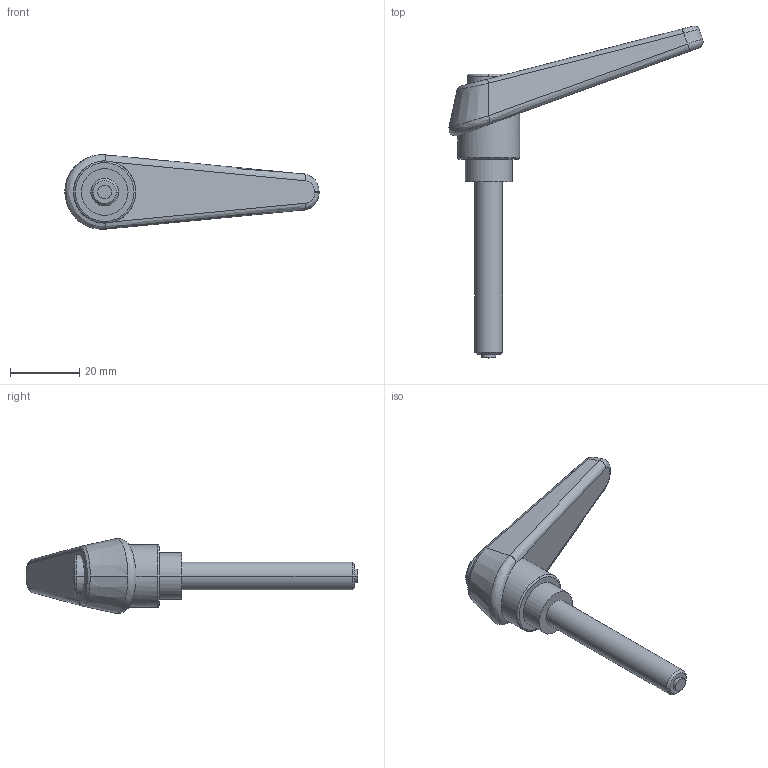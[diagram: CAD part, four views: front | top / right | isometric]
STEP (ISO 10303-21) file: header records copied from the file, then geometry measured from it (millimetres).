
FILE_DESCRIPTION(('STEP AP214'),'1');
FILE_NAME('HALDERN_EH_24410_0383.stp','2020-02-28T09:40:53',('TraceParts'),('TraceParts S.A.'),'Spatial InterOp 3D',' ',' ');
FILE_SCHEMA(('AUTOMOTIVE_DESIGN { 1 0 10303 214 1 1 1 1 }'));
Length unit declared in the file: millimetre
Products named in the file (1): HALDERN_EH_24410_0383_1
Bounding box: 73.5 x 96 x 21.63 mm (x, y, z)
Volume: 16610.3 mm3; surface area: 7735.7 mm2
Topology: 2 solids, 2 shells, 58 faces, 134 edges, 86 vertices
Faces by surface type: cylinder 18, plane 18, bspline 14, cone 4, torus 4
Entity records: 2790 total; most frequent: CARTESIAN_POINT 995, DIRECTION 272, ORIENTED_EDGE 268, EDGE_CURVE 134, AXIS2_PLACEMENT_3D 115, VERTEX_POINT 86, EDGE_LOOP 66, STYLED_ITEM 59
